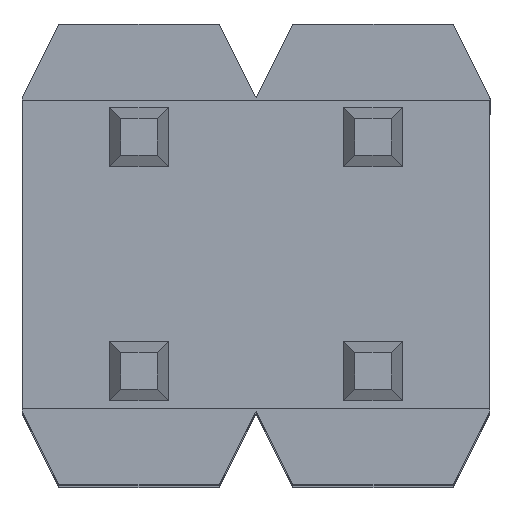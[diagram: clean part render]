
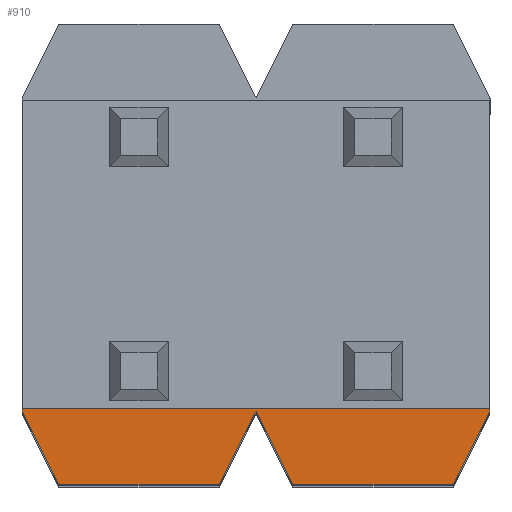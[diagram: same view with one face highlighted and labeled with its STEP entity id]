
A CAD part, top view. The second image highlights one B-rep face of the part: STEP entity #910.
In plain terms, the highlighted planar face has unit normal (0, 0, 1).
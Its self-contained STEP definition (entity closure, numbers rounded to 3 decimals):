
#48 = ORIENTED_EDGE ( 'NONE', *, *, #1382, .T. ) ;
#162 = EDGE_CURVE ( 'NONE', #2263, #3228, #3552, .T. ) ;
#174 = ORIENTED_EDGE ( 'NONE', *, *, #1527, .T. ) ;
#196 = LINE ( 'NONE', #1934, #2193 ) ;
#227 = EDGE_CURVE ( 'NONE', #1611, #286, #2961, .T. ) ;
#268 = VECTOR ( 'NONE', #849, 1000. ) ;
#286 = VERTEX_POINT ( 'NONE', #2784 ) ;
#321 = AXIS2_PLACEMENT_3D ( 'NONE', #1492, #3210, #1789 ) ;
#340 = PLANE ( 'NONE',  #321 ) ;
#341 = CARTESIAN_POINT ( 'NONE',  ( 50.8, -2.5, 20. ) ) ;
#377 = DIRECTION ( 'NONE',  ( 1., 0., 0. ) ) ;
#391 = CARTESIAN_POINT ( 'NONE',  ( 45.72, -1.675, 20. ) ) ;
#431 = VERTEX_POINT ( 'NONE', #3217 ) ;
#591 = DIRECTION ( 'NONE',  ( 0.447, 0.894, 0. ) ) ;
#656 = VERTEX_POINT ( 'NONE', #1919 ) ;
#849 = DIRECTION ( 'NONE',  ( 0., 1., 0. ) ) ;
#879 = CARTESIAN_POINT ( 'NONE',  ( 45.72, 0., 20. ) ) ;
#910 = ADVANCED_FACE ( 'NONE', ( #2916 ), #340, .F. ) ;
#920 = CARTESIAN_POINT ( 'NONE',  ( 46.12, -2.5, 20. ) ) ;
#931 = CARTESIAN_POINT ( 'NONE',  ( 39.288, -19.644, 20. ) ) ;
#937 = EDGE_CURVE ( 'NONE', #2294, #1257, #1461, .T. ) ;
#1017 = DIRECTION ( 'NONE',  ( 0.447, -0.894, 0. ) ) ;
#1070 = CARTESIAN_POINT ( 'NONE',  ( 48.66, -2.5, 20. ) ) ;
#1176 = CARTESIAN_POINT ( 'NONE',  ( 41.32, -20.66, 20. ) ) ;
#1257 = VERTEX_POINT ( 'NONE', #2636 ) ;
#1382 = EDGE_CURVE ( 'NONE', #1257, #1611, #2757, .T. ) ;
#1461 = LINE ( 'NONE', #879, #2778 ) ;
#1492 = CARTESIAN_POINT ( 'NONE',  ( 0., 0., 20. ) ) ;
#1527 = EDGE_CURVE ( 'NONE', #3228, #656, #196, .T. ) ;
#1571 = VERTEX_POINT ( 'NONE', #1955 ) ;
#1587 = ORIENTED_EDGE ( 'NONE', *, *, #162, .T. ) ;
#1611 = VERTEX_POINT ( 'NONE', #920 ) ;
#1620 = VECTOR ( 'NONE', #1017, 1000. ) ;
#1740 = ORIENTED_EDGE ( 'NONE', *, *, #227, .T. ) ;
#1789 = DIRECTION ( 'NONE',  ( -1., 0., 0. ) ) ;
#1808 = CARTESIAN_POINT ( 'NONE',  ( 48.26, -1.7, 20. ) ) ;
#1857 = LINE ( 'NONE', #2984, #2192 ) ;
#1919 = CARTESIAN_POINT ( 'NONE',  ( 50.4, -2.5, 20. ) ) ;
#1934 = CARTESIAN_POINT ( 'NONE',  ( -50.8, -2.5, 20. ) ) ;
#1955 = CARTESIAN_POINT ( 'NONE',  ( 50.8, -1.7, 20. ) ) ;
#2192 = VECTOR ( 'NONE', #377, 1000. ) ;
#2193 = VECTOR ( 'NONE', #3652, 1000. ) ;
#2212 = VECTOR ( 'NONE', #3585, 1000. ) ;
#2263 = VERTEX_POINT ( 'NONE', #1808 ) ;
#2276 = LINE ( 'NONE', #341, #268 ) ;
#2294 = VERTEX_POINT ( 'NONE', #391 ) ;
#2327 = EDGE_LOOP ( 'NONE', ( #2963, #3626, #48, #1740, #2421, #1587, #174, #2768, #2952 ) ) ;
#2421 = ORIENTED_EDGE ( 'NONE', *, *, #3078, .T. ) ;
#2444 = CARTESIAN_POINT ( 'NONE',  ( 35.896, 17.948, 20. ) ) ;
#2456 = VECTOR ( 'NONE', #591, 1000. ) ;
#2504 = EDGE_CURVE ( 'NONE', #656, #1571, #2563, .T. ) ;
#2563 = LINE ( 'NONE', #1176, #2456 ) ;
#2636 = CARTESIAN_POINT ( 'NONE',  ( 45.72, -1.7, 20. ) ) ;
#2671 = DIRECTION ( 'NONE',  ( 0.447, 0.894, 0. ) ) ;
#2757 = LINE ( 'NONE', #2444, #2212 ) ;
#2768 = ORIENTED_EDGE ( 'NONE', *, *, #2504, .T. ) ;
#2778 = VECTOR ( 'NONE', #2892, 1000. ) ;
#2784 = CARTESIAN_POINT ( 'NONE',  ( 47.86, -2.5, 20. ) ) ;
#2892 = DIRECTION ( 'NONE',  ( 0., -1., 0. ) ) ;
#2916 = FACE_OUTER_BOUND ( 'NONE', #2327, .T. ) ;
#2952 = ORIENTED_EDGE ( 'NONE', *, *, #3390, .T. ) ;
#2961 = LINE ( 'NONE', #3254, #3308 ) ;
#2963 = ORIENTED_EDGE ( 'NONE', *, *, #3498, .F. ) ;
#2973 = LINE ( 'NONE', #931, #3378 ) ;
#2984 = CARTESIAN_POINT ( 'NONE',  ( -1949.2, -1.675, 20. ) ) ;
#2995 = CARTESIAN_POINT ( 'NONE',  ( 37.928, 18.964, 20. ) ) ;
#3078 = EDGE_CURVE ( 'NONE', #286, #2263, #2973, .T. ) ;
#3210 = DIRECTION ( 'NONE',  ( 0., 0., -1. ) ) ;
#3217 = CARTESIAN_POINT ( 'NONE',  ( 50.8, -1.675, 20. ) ) ;
#3228 = VERTEX_POINT ( 'NONE', #1070 ) ;
#3254 = CARTESIAN_POINT ( 'NONE',  ( -50.8, -2.5, 20. ) ) ;
#3308 = VECTOR ( 'NONE', #3321, 1000. ) ;
#3321 = DIRECTION ( 'NONE',  ( 1., 0., 0. ) ) ;
#3378 = VECTOR ( 'NONE', #2671, 1000. ) ;
#3390 = EDGE_CURVE ( 'NONE', #1571, #431, #2276, .T. ) ;
#3498 = EDGE_CURVE ( 'NONE', #2294, #431, #1857, .T. ) ;
#3552 = LINE ( 'NONE', #2995, #1620 ) ;
#3585 = DIRECTION ( 'NONE',  ( 0.447, -0.894, 0. ) ) ;
#3626 = ORIENTED_EDGE ( 'NONE', *, *, #937, .T. ) ;
#3652 = DIRECTION ( 'NONE',  ( 1., 0., 0. ) ) ;
